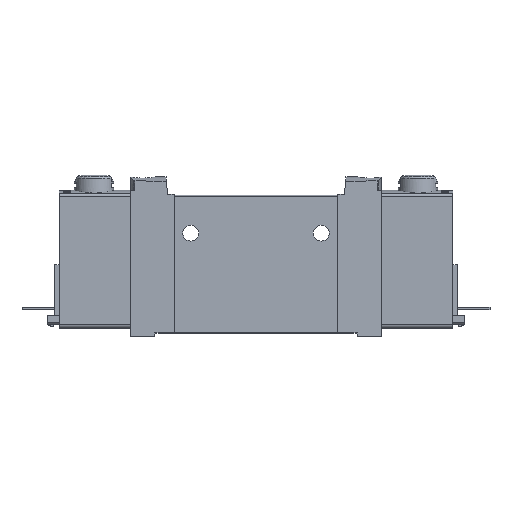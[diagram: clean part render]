
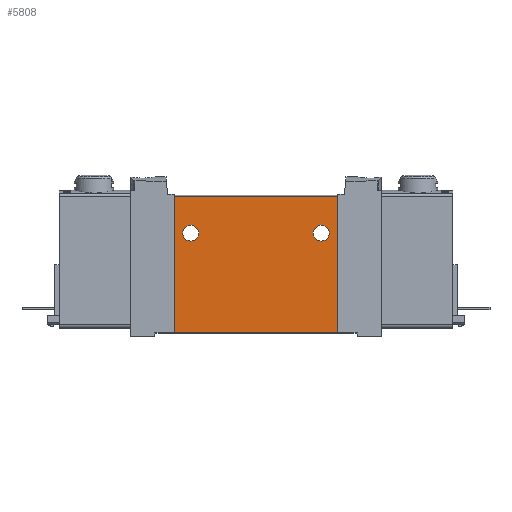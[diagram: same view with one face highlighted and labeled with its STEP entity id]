
A CAD part, top view. The second image highlights one B-rep face of the part: STEP entity #5808.
In plain terms, the highlighted planar face has unit normal (0, 0, 1).
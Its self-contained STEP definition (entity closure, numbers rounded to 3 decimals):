
#122=FACE_BOUND('',#1103,.T.);
#123=FACE_BOUND('',#1104,.T.);
#302=CIRCLE('',#6347,1.65);
#304=CIRCLE('',#6350,1.65);
#702=FACE_OUTER_BOUND('',#1102,.T.);
#1102=EDGE_LOOP('',(#5233,#5234,#5235,#5236));
#1103=EDGE_LOOP('',(#5237));
#1104=EDGE_LOOP('',(#5238));
#1518=LINE('',#9424,#2090);
#1566=LINE('',#9664,#2138);
#1672=LINE('',#9990,#2244);
#1676=LINE('',#9998,#2248);
#2090=VECTOR('',#7494,10.);
#2138=VECTOR('',#7624,10.);
#2244=VECTOR('',#7972,10.);
#2248=VECTOR('',#7984,10.);
#2665=VERTEX_POINT('',#9421);
#2666=VERTEX_POINT('',#9423);
#2720=VERTEX_POINT('',#9661);
#2721=VERTEX_POINT('',#9663);
#2818=VERTEX_POINT('',#9981);
#2820=VERTEX_POINT('',#9986);
#3396=EDGE_CURVE('',#2666,#2665,#1518,.T.);
#3473=EDGE_CURVE('',#2721,#2720,#1566,.T.);
#3618=EDGE_CURVE('',#2818,#2818,#302,.T.);
#3620=EDGE_CURVE('',#2820,#2820,#304,.T.);
#3622=EDGE_CURVE('',#2720,#2666,#1672,.T.);
#3626=EDGE_CURVE('',#2665,#2721,#1676,.T.);
#5233=ORIENTED_EDGE('',*,*,#3473,.T.);
#5234=ORIENTED_EDGE('',*,*,#3622,.T.);
#5235=ORIENTED_EDGE('',*,*,#3396,.T.);
#5236=ORIENTED_EDGE('',*,*,#3626,.T.);
#5237=ORIENTED_EDGE('',*,*,#3618,.T.);
#5238=ORIENTED_EDGE('',*,*,#3620,.T.);
#5485=PLANE('',#6356);
#5808=ADVANCED_FACE('',(#702,#122,#123),#5485,.T.);
#6347=AXIS2_PLACEMENT_3D('',#9982,#7961,#7962);
#6350=AXIS2_PLACEMENT_3D('',#9987,#7967,#7968);
#6356=AXIS2_PLACEMENT_3D('',#9999,#7985,#7986);
#7494=DIRECTION('',(0.,-1.,0.));
#7624=DIRECTION('',(0.,1.,0.));
#7961=DIRECTION('center_axis',(0.,0.,-1.));
#7962=DIRECTION('ref_axis',(-1.,0.,0.));
#7967=DIRECTION('center_axis',(0.,0.,-1.));
#7968=DIRECTION('ref_axis',(-1.,0.,0.));
#7972=DIRECTION('',(-1.,0.,0.));
#7984=DIRECTION('',(1.,0.,0.));
#7985=DIRECTION('center_axis',(0.,0.,1.));
#7986=DIRECTION('ref_axis',(1.,0.,0.));
#9421=CARTESIAN_POINT('',(-16.9,0.,5.125));
#9423=CARTESIAN_POINT('',(-16.9,28.15,5.125));
#9424=CARTESIAN_POINT('',(-16.9,28.15,5.125));
#9661=CARTESIAN_POINT('',(16.9,28.15,5.125));
#9663=CARTESIAN_POINT('',(16.9,0.,5.125));
#9664=CARTESIAN_POINT('',(16.9,28.15,5.125));
#9981=CARTESIAN_POINT('',(15.15,20.65,5.125));
#9982=CARTESIAN_POINT('Origin',(13.5,20.65,5.125));
#9986=CARTESIAN_POINT('',(-11.85,20.65,5.125));
#9987=CARTESIAN_POINT('Origin',(-13.5,20.65,5.125));
#9990=CARTESIAN_POINT('',(0.,28.15,5.125));
#9998=CARTESIAN_POINT('',(0.,0.,5.125));
#9999=CARTESIAN_POINT('Origin',(0.,0.,5.125));
